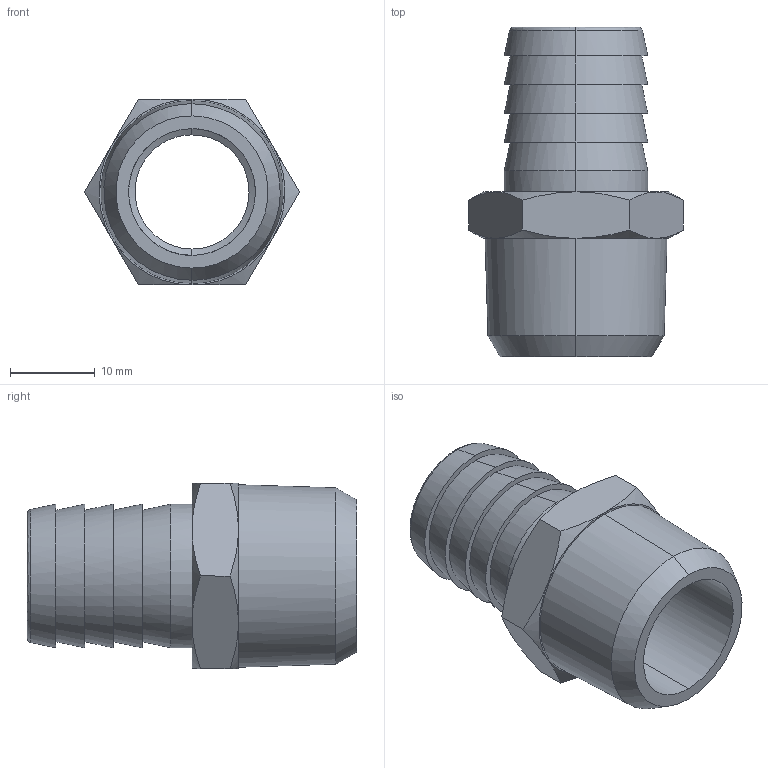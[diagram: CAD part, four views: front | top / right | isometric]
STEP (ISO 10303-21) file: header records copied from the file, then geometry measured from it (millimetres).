
FILE_DESCRIPTION (( 'STEP AP214' ), '1' );
FILE_NAME ('DRF.SP04-17_C.STEP', '2018-09-06T06:32:52', ( '' ), ( '' ), 'SwSTEP 2.0', 'SolidWorks 2018', '' );
FILE_SCHEMA (( 'AUTOMOTIVE_DESIGN' ));
Length unit declared in the file: millimetre
Products named in the file (1): DRF.SP04-17_C
Bounding box: 25.4 x 39 x 22 mm (x, y, z)
Volume: 5074.8 mm3; surface area: 4607.6 mm2
Topology: 1 solids, 1 shells, 50 faces, 104 edges, 62 vertices
Faces by surface type: bspline 50
Entity records: 2844 total; most frequent: CARTESIAN_POINT 2139, ORIENTED_EDGE 208, EDGE_CURVE 104, B_SPLINE_CURVE_WITH_KNOTS 88, VERTEX_POINT 62, EDGE_LOOP 58, FACE_OUTER_BOUND 50, ADVANCED_FACE 50
